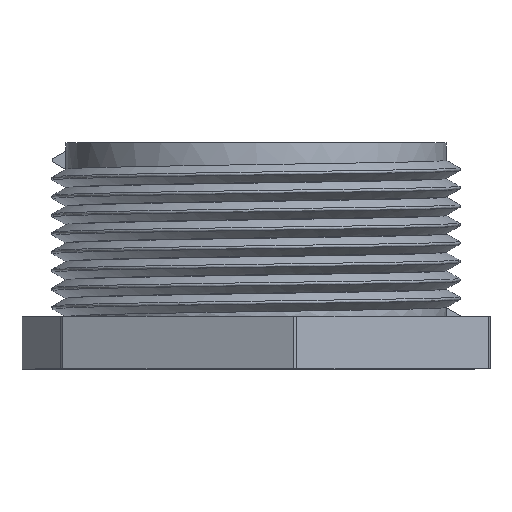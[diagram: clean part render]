
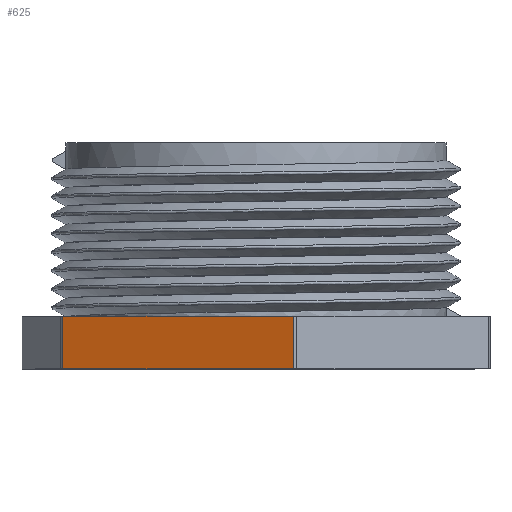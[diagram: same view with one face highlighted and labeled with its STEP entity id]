
A CAD part, top view. The second image highlights one B-rep face of the part: STEP entity #625.
In plain terms, the highlighted planar face has unit normal (-0.358, 0, 0.933).
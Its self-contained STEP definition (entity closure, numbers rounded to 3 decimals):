
#25=PLANE('',#677);
#46=FACE_OUTER_BOUND('',#81,.T.);
#81=EDGE_LOOP('',(#453,#454,#455,#456));
#177=LINE('',#1339,#223);
#178=LINE('',#1341,#224);
#179=LINE('',#1343,#225);
#180=LINE('',#1344,#226);
#223=VECTOR('',#760,10.);
#224=VECTOR('',#761,10.);
#225=VECTOR('',#762,10.);
#226=VECTOR('',#763,10.);
#281=VERTEX_POINT('',#1337);
#282=VERTEX_POINT('',#1338);
#283=VERTEX_POINT('',#1340);
#284=VERTEX_POINT('',#1342);
#351=EDGE_CURVE('',#281,#282,#177,.T.);
#352=EDGE_CURVE('',#283,#281,#178,.T.);
#353=EDGE_CURVE('',#284,#283,#179,.T.);
#354=EDGE_CURVE('',#282,#284,#180,.T.);
#453=ORIENTED_EDGE('',*,*,#351,.F.);
#454=ORIENTED_EDGE('',*,*,#352,.F.);
#455=ORIENTED_EDGE('',*,*,#353,.F.);
#456=ORIENTED_EDGE('',*,*,#354,.F.);
#625=ADVANCED_FACE('',(#46),#25,.F.);
#677=AXIS2_PLACEMENT_3D('',#1336,#758,#759);
#758=DIRECTION('center_axis',(0.359,0.,-0.934));
#759=DIRECTION('ref_axis',(-0.934,0.,-0.359));
#760=DIRECTION('',(0.,-1.,0.));
#761=DIRECTION('',(0.934,0.,0.359));
#762=DIRECTION('',(0.,1.,0.));
#763=DIRECTION('',(-0.934,0.,-0.359));
#1336=CARTESIAN_POINT('Origin',(4.511,-6.,28.513));
#1337=CARTESIAN_POINT('',(4.291,0.,28.428));
#1338=CARTESIAN_POINT('',(4.291,-6.,28.428));
#1339=CARTESIAN_POINT('',(4.291,0.,28.428));
#1340=CARTESIAN_POINT('',(-22.216,0.,18.248));
#1341=CARTESIAN_POINT('',(-2.226,0.,25.925));
#1342=CARTESIAN_POINT('',(-22.216,-6.,18.248));
#1343=CARTESIAN_POINT('',(-22.216,0.,18.248));
#1344=CARTESIAN_POINT('',(-2.226,-6.,25.925));
